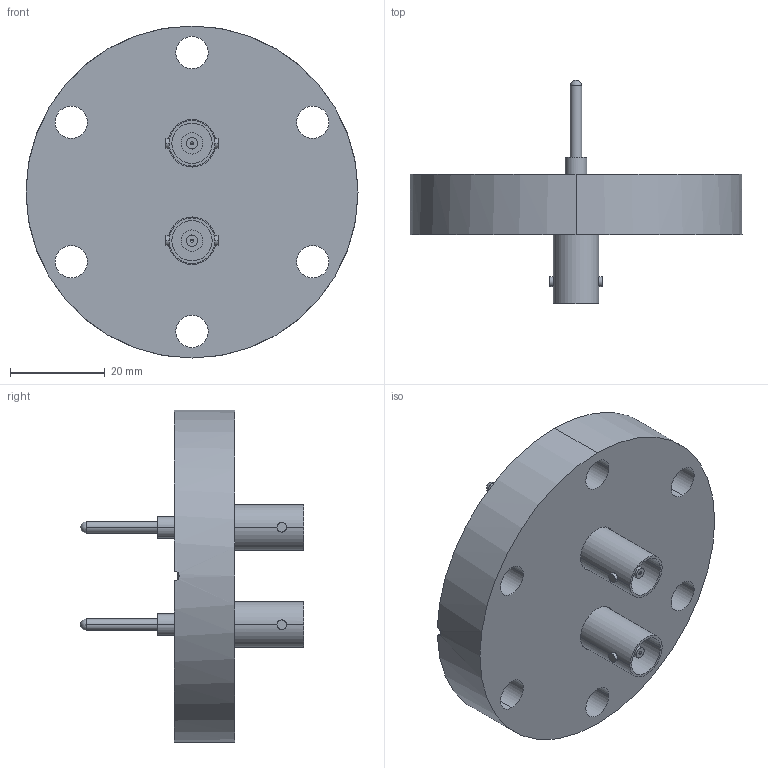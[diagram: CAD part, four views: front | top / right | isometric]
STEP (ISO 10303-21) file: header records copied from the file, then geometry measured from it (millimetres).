
FILE_DESCRIPTION (( 'STEP AP214' ), '1' );
FILE_NAME ('242-MHV50-C40-2.step', '2025-02-18T20:47:45', ( '' ), ( '' ), 'SwSTEP 2.0', 'SolidWorks 2022', '' );
FILE_SCHEMA (( 'AUTOMOTIVE_DESIGN' ));
Length unit declared in the file: millimetre
Products named in the file (3): 9411-C40-9.6-2_411-CB40; 242-MHV50-C40-2; 242-MHV50
Assembly tree (3 placements, depth 2):
  242-MHV50-C40-2
    9411-C40-9.6-2_411-CB40
    242-MHV50  x2
Bounding box: 69.9 x 46.99 x 69.9 mm (x, y, z)
Volume: 44355.4 mm3; surface area: 16107.8 mm2
Topology: 5 solids, 5 shells, 102 faces, 230 edges, 146 vertices
Faces by surface type: cylinder 68, plane 24, cone 8, sphere 2
Entity records: 2238 total; most frequent: CARTESIAN_POINT 461, DIRECTION 389, ORIENTED_EDGE 310, AXIS2_PLACEMENT_3D 167, EDGE_CURVE 155, VERTEX_POINT 101, EDGE_LOOP 94, CIRCLE 92
